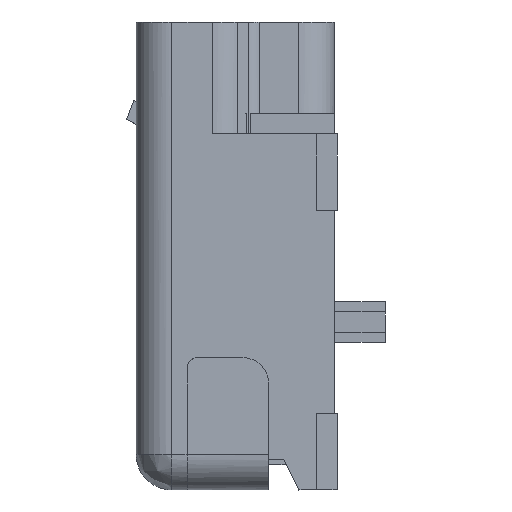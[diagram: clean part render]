
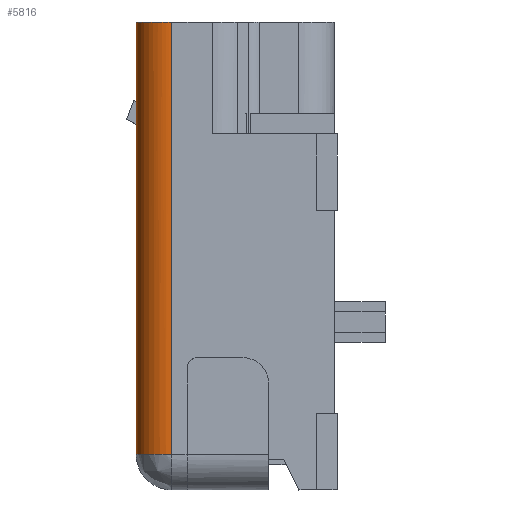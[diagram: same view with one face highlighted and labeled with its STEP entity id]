
A CAD part, left-side view. The second image highlights one B-rep face of the part: STEP entity #5816.
In plain terms, the highlighted cylindrical face has radius 0.7 mm (diameter 1.4 mm), a partial arc.
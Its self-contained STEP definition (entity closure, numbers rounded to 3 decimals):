
#566 = CARTESIAN_POINT ( 'NONE',  ( -3.15, 1.95, -4.25 ) ) ;
#962 = CIRCLE ( 'NONE', #2409, 0.7 ) ;
#1040 = DIRECTION ( 'NONE',  ( 0., 0., -1. ) ) ;
#1119 = CARTESIAN_POINT ( 'NONE',  ( -3.85, 1.25, 0. ) ) ;
#1597 = CARTESIAN_POINT ( 'NONE',  ( -3.85, 1.25, -8.5 ) ) ;
#1680 = CARTESIAN_POINT ( 'NONE',  ( -3.15, 1.25, -8.5 ) ) ;
#1839 = CARTESIAN_POINT ( 'NONE',  ( -3.85, 1.25, -4.25 ) ) ;
#1872 = DIRECTION ( 'NONE',  ( 1., 0., 0. ) ) ;
#2020 = ORIENTED_EDGE ( 'NONE', *, *, #5977, .F. ) ;
#2155 = VERTEX_POINT ( 'NONE', #6668 ) ;
#2409 = AXIS2_PLACEMENT_3D ( 'NONE', #8813, #6489, #1872 ) ;
#2449 = LINE ( 'NONE', #1839, #8266 ) ;
#2479 = CARTESIAN_POINT ( 'NONE',  ( -3.514, 1.876, 0. ) ) ;
#3095 = CYLINDRICAL_SURFACE ( 'NONE', #4511, 0.7 ) ;
#3238 = CARTESIAN_POINT ( 'NONE',  ( -3.832, 1.433, 0. ) ) ;
#3246 = FACE_OUTER_BOUND ( 'NONE', #5233, .T. ) ;
#4356 = VECTOR ( 'NONE', #8806, 1000. ) ;
#4413 = CARTESIAN_POINT ( 'NONE',  ( -3.15, 1.95, 0. ) ) ;
#4424 = VERTEX_POINT ( 'NONE', #4413 ) ;
#4511 = AXIS2_PLACEMENT_3D ( 'NONE', #1680, #9263, #5419 ) ;
#4905 = CARTESIAN_POINT ( 'NONE',  ( -3.761, 1.603, 0. ) ) ;
#5162 = CARTESIAN_POINT ( 'NONE',  ( -3.85, 1.25, 0. ) ) ;
#5233 = EDGE_LOOP ( 'NONE', ( #8120, #5821, #2020, #9757 ) ) ;
#5419 = DIRECTION ( 'NONE',  ( 1., 0., 0. ) ) ;
#5612 = CARTESIAN_POINT ( 'NONE',  ( -3.336, 1.95, 0. ) ) ;
#5816 = ADVANCED_FACE ( 'NONE', ( #3246 ), #3095, .T. ) ;
#5821 = ORIENTED_EDGE ( 'NONE', *, *, #9452, .F. ) ;
#5977 = EDGE_CURVE ( 'NONE', #8582, #2155, #962, .T. ) ;
#6439 = B_SPLINE_CURVE_WITH_KNOTS ( 'NONE', 3,
 ( #7071, #5612, #2479, #8463, #4905, #3238, #7909, #1119 ),
 .UNSPECIFIED., .F., .F.,
 ( 4, 2, 2, 4 ),
 ( 0., 0.5, 0.75, 1. ),
 .UNSPECIFIED. ) ;
#6489 = DIRECTION ( 'NONE',  ( 0., 0., -1. ) ) ;
#6580 = EDGE_CURVE ( 'NONE', #8099, #8582, #2449, .T. ) ;
#6668 = CARTESIAN_POINT ( 'NONE',  ( -3.15, 1.95, -8.5 ) ) ;
#7071 = CARTESIAN_POINT ( 'NONE',  ( -3.15, 1.95, 0. ) ) ;
#7909 = CARTESIAN_POINT ( 'NONE',  ( -3.85, 1.343, 0. ) ) ;
#7963 = LINE ( 'NONE', #566, #4356 ) ;
#8099 = VERTEX_POINT ( 'NONE', #5162 ) ;
#8120 = ORIENTED_EDGE ( 'NONE', *, *, #9422, .F. ) ;
#8266 = VECTOR ( 'NONE', #1040, 1000. ) ;
#8463 = CARTESIAN_POINT ( 'NONE',  ( -3.71, 1.68, 0. ) ) ;
#8582 = VERTEX_POINT ( 'NONE', #1597 ) ;
#8806 = DIRECTION ( 'NONE',  ( 0., 0., 1. ) ) ;
#8813 = CARTESIAN_POINT ( 'NONE',  ( -3.15, 1.25, -8.5 ) ) ;
#9263 = DIRECTION ( 'NONE',  ( 0., 0., 1. ) ) ;
#9422 = EDGE_CURVE ( 'NONE', #4424, #8099, #6439, .T. ) ;
#9452 = EDGE_CURVE ( 'NONE', #2155, #4424, #7963, .T. ) ;
#9757 = ORIENTED_EDGE ( 'NONE', *, *, #6580, .F. ) ;
